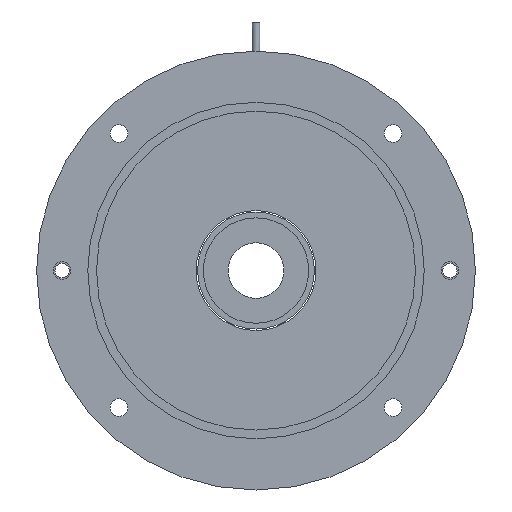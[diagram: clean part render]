
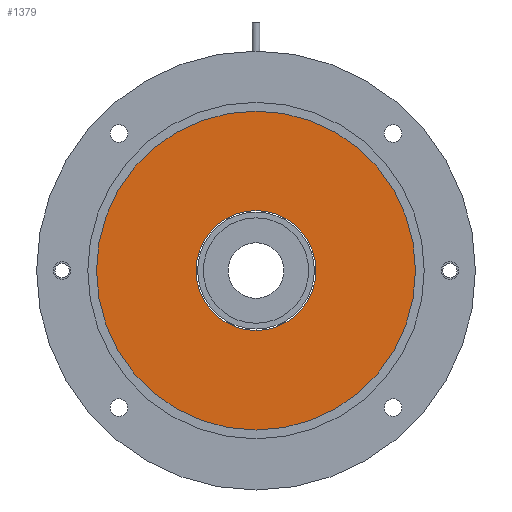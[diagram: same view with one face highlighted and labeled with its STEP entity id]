
A CAD part, left-side view. The second image highlights one B-rep face of the part: STEP entity #1379.
In plain terms, the highlighted planar face has unit normal (-1, 0, 0).
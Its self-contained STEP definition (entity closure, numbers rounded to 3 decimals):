
#523=PLANE('',#1289);
#567=ORIENTED_EDGE('',*,*,#739,.T.);
#568=ORIENTED_EDGE('',*,*,#738,.T.);
#646=CIRCLE('',#1288,41.);
#647=CIRCLE('',#1290,109.);
#692=VERTEX_POINT('',#1174);
#693=VERTEX_POINT('',#1177);
#738=EDGE_CURVE('',#692,#692,#646,.T.);
#739=EDGE_CURVE('',#693,#693,#647,.T.);
#797=EDGE_LOOP('',(#567));
#798=EDGE_LOOP('',(#568));
#889=FACE_BOUND('',#797,.T.);
#890=FACE_BOUND('',#798,.T.);
#1013=DIRECTION('',(1.,0.,0.));
#1014=DIRECTION('',(0.,0.,41.));
#1015=DIRECTION('',(-1.,0.,0.));
#1016=DIRECTION('',(0.,1.,0.));
#1017=DIRECTION('',(-1.,0.,0.));
#1018=DIRECTION('',(0.,0.,109.));
#1174=CARTESIAN_POINT('',(-4.,0.,41.));
#1175=CARTESIAN_POINT('',(-4.,0.,0.));
#1176=CARTESIAN_POINT('',(-4.,0.,109.));
#1177=CARTESIAN_POINT('',(-4.,0.,109.));
#1178=CARTESIAN_POINT('',(-4.,0.,0.));
#1288=AXIS2_PLACEMENT_3D('',#1175,#1013,#1014);
#1289=AXIS2_PLACEMENT_3D('',#1176,#1015,#1016);
#1290=AXIS2_PLACEMENT_3D('',#1178,#1017,#1018);
#1379=ADVANCED_FACE('',(#889,#890),#523,.T.);
